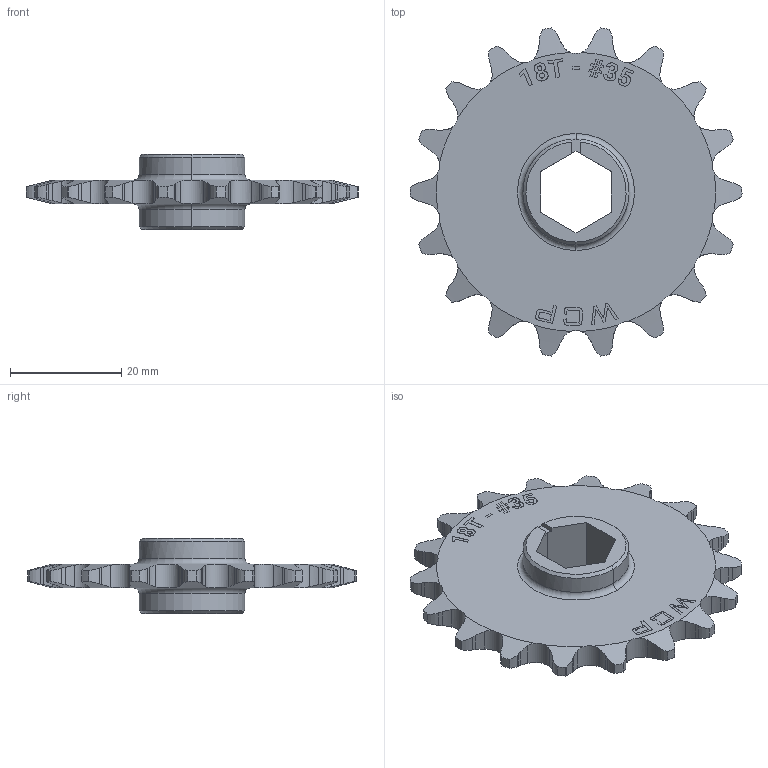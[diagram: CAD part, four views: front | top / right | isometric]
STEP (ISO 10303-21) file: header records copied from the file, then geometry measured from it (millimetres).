
FILE_DESCRIPTION (( 'STEP AP214' ), '1' );
FILE_NAME ('WCP-0975 Rev1.step', '2023-11-14T01:26:23', ( '' ), ( '' ), 'SwSTEP 2.0', 'SolidWorks 2022', '' );
FILE_SCHEMA (( 'AUTOMOTIVE_DESIGN' ));
Length unit declared in the file: inch
Products named in the file (1): WCP-0975 Rev1
Bounding box: 59.73 x 59.08 x 13.49 mm (x, y, z)
Volume: 10316.2 mm3; surface area: 6284.1 mm2
Topology: 1 solids, 1 shells, 371 faces, 1055 edges, 701 vertices
Faces by surface type: plane 161, cylinder 123, bspline 43, cone 40, torus 4
Entity records: 14709 total; most frequent: CARTESIAN_POINT 5777, ORIENTED_EDGE 2110, DIRECTION 1457, EDGE_CURVE 1055, VERTEX_POINT 701, LINE 527, VECTOR 527, AXIS2_PLACEMENT_3D 465
